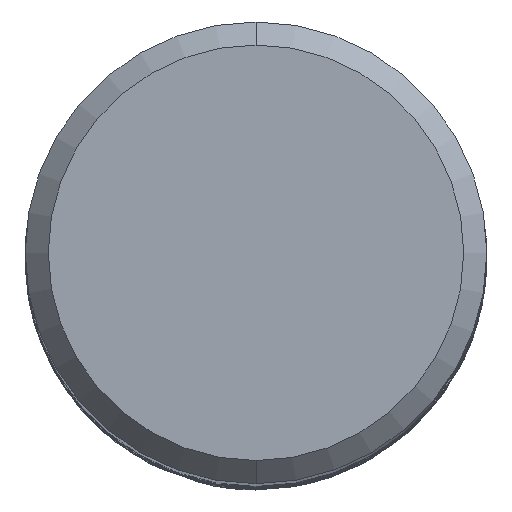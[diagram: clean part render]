
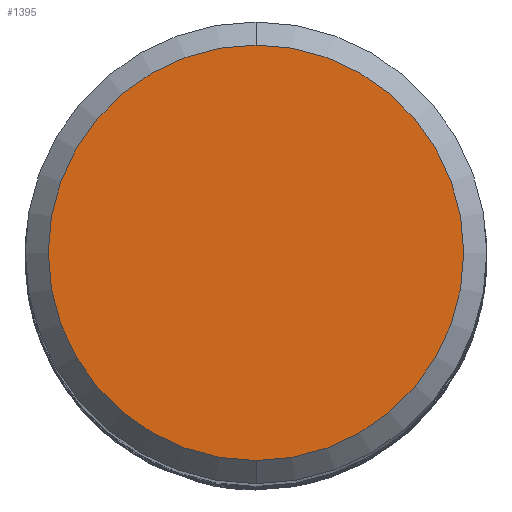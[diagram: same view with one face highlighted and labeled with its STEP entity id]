
A CAD part, top view. The second image highlights one B-rep face of the part: STEP entity #1395.
In plain terms, the highlighted planar face has unit normal (0, 0, 1).
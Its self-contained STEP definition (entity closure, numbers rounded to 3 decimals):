
#735=EDGE_CURVE('',#1013,#967,#1983,.T.);
#967=VERTEX_POINT('',#2235);
#1013=VERTEX_POINT('',#2286);
#1211=EDGE_CURVE('',#967,#1013,#2505,.T.);
#1395=ADVANCED_FACE('',(#2701),#2702,.T.);
#1983=CIRCLE('',#4215,9.0);
#2235=CARTESIAN_POINT('',(0.0,9.0,0.));
#2286=CARTESIAN_POINT('',(0.,-9.0,0.));
#2505=CIRCLE('',#13762,9.0);
#2701=FACE_OUTER_BOUND('',#14824,.T.);
#2702=PLANE('',#14825);
#4215=AXIS2_PLACEMENT_3D('',#20234,#20235,#20236);
#13762=AXIS2_PLACEMENT_3D('',#20804,#20805,#20806);
#14824=EDGE_LOOP('',(#20964,#20965));
#14825=AXIS2_PLACEMENT_3D('',#20966,#20967,#20968);
#20234=CARTESIAN_POINT('',(0.0,0.0,0.));
#20235=DIRECTION('',(0.0,0.0,-1.0));
#20236=DIRECTION('',(0.0,1.0,0.0));
#20804=CARTESIAN_POINT('',(0.0,0.0,0.));
#20805=DIRECTION('',(0.0,0.0,-1.0));
#20806=DIRECTION('',(0.0,1.0,0.0));
#20964=ORIENTED_EDGE('',*,*,#1211,.F.);
#20965=ORIENTED_EDGE('',*,*,#735,.F.);
#20966=CARTESIAN_POINT('',(0.0,4.5,0.));
#20967=DIRECTION('',(-0.0,0.0,1.0));
#20968=DIRECTION('',(0.0,-1.0,0.0));
